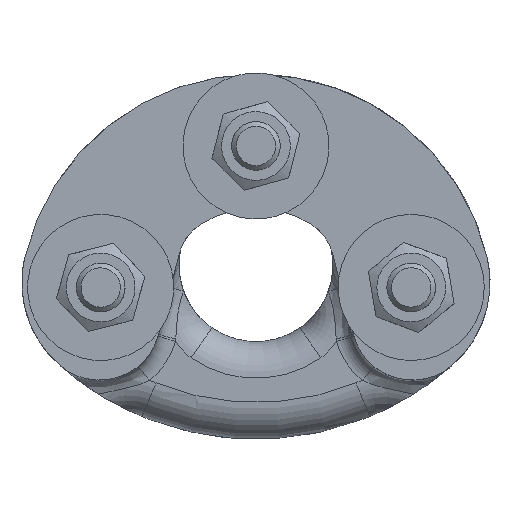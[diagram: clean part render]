
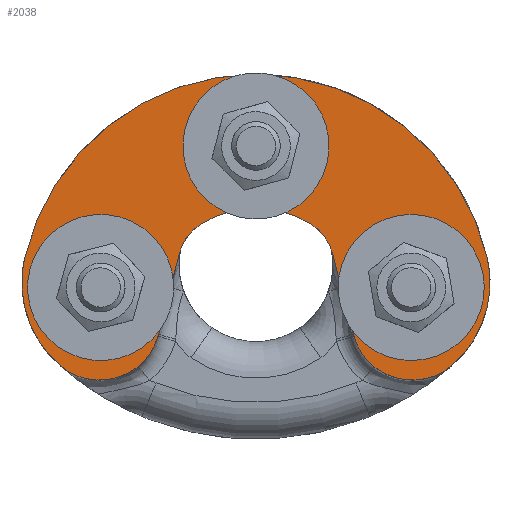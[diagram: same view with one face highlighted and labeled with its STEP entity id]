
A CAD part, front view. The second image highlights one B-rep face of the part: STEP entity #2038.
In plain terms, the highlighted planar face has unit normal (0, -1, 0).
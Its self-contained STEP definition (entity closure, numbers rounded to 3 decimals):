
#178=LINE('',#4126,#248);
#179=LINE('',#4130,#249);
#248=VECTOR('',#2785,10.);
#249=VECTOR('',#2790,10.);
#393=FACE_BOUND('',#694,.T.);
#394=FACE_BOUND('',#695,.T.);
#395=FACE_BOUND('',#696,.T.);
#513=FACE_OUTER_BOUND('',#693,.T.);
#693=EDGE_LOOP('',(#1749,#1750,#1751,#1752,#1753,#1754,#1755,#1756,#1757,
#1758));
#694=EDGE_LOOP('',(#1759));
#695=EDGE_LOOP('',(#1760));
#696=EDGE_LOOP('',(#1761));
#774=CIRCLE('',#2221,8.);
#775=CIRCLE('',#2223,17.);
#776=CIRCLE('',#2225,8.);
#787=CIRCLE('',#2251,18.);
#794=CIRCLE('',#2265,39.);
#795=CIRCLE('',#2267,18.);
#797=CIRCLE('',#2273,10.036);
#798=CIRCLE('',#2274,10.036);
#799=CIRCLE('',#2275,4.1);
#800=CIRCLE('',#2276,4.1);
#801=CIRCLE('',#2277,4.1);
#955=VERTEX_POINT('',#3588);
#956=VERTEX_POINT('',#3590);
#959=VERTEX_POINT('',#3603);
#962=VERTEX_POINT('',#3616);
#983=VERTEX_POINT('',#3995);
#984=VERTEX_POINT('',#3997);
#995=VERTEX_POINT('',#4105);
#996=VERTEX_POINT('',#4109);
#998=VERTEX_POINT('',#4125);
#999=VERTEX_POINT('',#4128);
#1000=VERTEX_POINT('',#4131);
#1001=VERTEX_POINT('',#4133);
#1002=VERTEX_POINT('',#4135);
#1197=EDGE_CURVE('',#955,#956,#774,.T.);
#1202=EDGE_CURVE('',#959,#955,#775,.T.);
#1206=EDGE_CURVE('',#962,#959,#776,.T.);
#1237=EDGE_CURVE('',#983,#984,#787,.T.);
#1255=EDGE_CURVE('',#984,#995,#794,.T.);
#1257=EDGE_CURVE('',#995,#996,#795,.T.);
#1262=EDGE_CURVE('',#998,#962,#178,.T.);
#1263=EDGE_CURVE('',#996,#998,#797,.T.);
#1264=EDGE_CURVE('',#999,#983,#798,.T.);
#1265=EDGE_CURVE('',#956,#999,#179,.T.);
#1266=EDGE_CURVE('',#1000,#1000,#799,.T.);
#1267=EDGE_CURVE('',#1001,#1001,#800,.T.);
#1268=EDGE_CURVE('',#1002,#1002,#801,.T.);
#1749=ORIENTED_EDGE('',*,*,#1197,.F.);
#1750=ORIENTED_EDGE('',*,*,#1202,.F.);
#1751=ORIENTED_EDGE('',*,*,#1206,.F.);
#1752=ORIENTED_EDGE('',*,*,#1262,.F.);
#1753=ORIENTED_EDGE('',*,*,#1263,.F.);
#1754=ORIENTED_EDGE('',*,*,#1257,.F.);
#1755=ORIENTED_EDGE('',*,*,#1255,.F.);
#1756=ORIENTED_EDGE('',*,*,#1237,.F.);
#1757=ORIENTED_EDGE('',*,*,#1264,.F.);
#1758=ORIENTED_EDGE('',*,*,#1265,.F.);
#1759=ORIENTED_EDGE('',*,*,#1266,.T.);
#1760=ORIENTED_EDGE('',*,*,#1267,.T.);
#1761=ORIENTED_EDGE('',*,*,#1268,.T.);
#1920=PLANE('',#2272);
#2038=ADVANCED_FACE('',(#513,#393,#394,#395),#1920,.F.);
#2221=AXIS2_PLACEMENT_3D('',#3591,#2670,#2671);
#2223=AXIS2_PLACEMENT_3D('',#3605,#2677,#2678);
#2225=AXIS2_PLACEMENT_3D('',#3618,#2683,#2684);
#2251=AXIS2_PLACEMENT_3D('',#3998,#2737,#2738);
#2265=AXIS2_PLACEMENT_3D('',#4106,#2767,#2768);
#2267=AXIS2_PLACEMENT_3D('',#4110,#2772,#2773);
#2272=AXIS2_PLACEMENT_3D('',#4124,#2783,#2784);
#2273=AXIS2_PLACEMENT_3D('',#4127,#2786,#2787);
#2274=AXIS2_PLACEMENT_3D('',#4129,#2788,#2789);
#2275=AXIS2_PLACEMENT_3D('',#4132,#2791,#2792);
#2276=AXIS2_PLACEMENT_3D('',#4134,#2793,#2794);
#2277=AXIS2_PLACEMENT_3D('',#4136,#2795,#2796);
#2670=DIRECTION('center_axis',(0.,-1.,0.));
#2671=DIRECTION('ref_axis',(0.537,0.,-0.844));
#2677=DIRECTION('center_axis',(0.,-1.,0.));
#2678=DIRECTION('ref_axis',(-0.537,0.,-0.844));
#2683=DIRECTION('center_axis',(0.,-1.,0.));
#2684=DIRECTION('ref_axis',(-0.969,0.,-0.249));
#2737=DIRECTION('center_axis',(0.,1.,0.));
#2738=DIRECTION('ref_axis',(-0.973,0.,0.229));
#2767=DIRECTION('center_axis',(0.,1.,0.));
#2768=DIRECTION('ref_axis',(0.973,0.,0.229));
#2772=DIRECTION('center_axis',(0.,1.,0.));
#2773=DIRECTION('ref_axis',(0.66,0.,-0.751));
#2783=DIRECTION('center_axis',(0.,1.,0.));
#2784=DIRECTION('ref_axis',(0.,0.,-1.));
#2785=DIRECTION('',(-0.249,0.,0.969));
#2786=DIRECTION('center_axis',(0.,1.,0.));
#2787=DIRECTION('ref_axis',(-0.969,0.,-0.249));
#2788=DIRECTION('center_axis',(0.,1.,0.));
#2789=DIRECTION('ref_axis',(-0.66,0.,-0.751));
#2790=DIRECTION('',(-0.249,0.,-0.969));
#2791=DIRECTION('center_axis',(0.,1.,0.));
#2792=DIRECTION('ref_axis',(0.,0.,
-1.));
#2793=DIRECTION('center_axis',(0.,1.,0.));
#2794=DIRECTION('ref_axis',(0.,0.,
-1.));
#2795=DIRECTION('center_axis',(0.,1.,0.));
#2796=DIRECTION('ref_axis',(0.,0.,
-1.));
#3588=CARTESIAN_POINT('',(-9.123,0.,137.205));
#3590=CARTESIAN_POINT('',(-12.579,0.,132.444));
#3591=CARTESIAN_POINT('Origin',(-4.83,0.,
130.455));
#3603=CARTESIAN_POINT('',(9.123,0.,137.205));
#3605=CARTESIAN_POINT('Origin',(0.,0.,
122.861));
#3616=CARTESIAN_POINT('',(12.579,0.,132.444));
#3618=CARTESIAN_POINT('Origin',(4.83,0.,
130.455));
#3995=CARTESIAN_POINT('',(-32.33,0.,114.152));
#3997=CARTESIAN_POINT('',(-37.964,0.,131.789));
#3998=CARTESIAN_POINT('Origin',(-20.442,0.,
127.668));
#4105=CARTESIAN_POINT('',(37.964,0.,131.789));
#4106=CARTESIAN_POINT('Origin',(0.,0.,
122.861));
#4109=CARTESIAN_POINT('',(32.33,0.,114.152));
#4110=CARTESIAN_POINT('Origin',(20.442,0.,
127.668));
#4124=CARTESIAN_POINT('Origin',(0.,0.,
134.863));
#4125=CARTESIAN_POINT('',(15.981,0.,119.192));
#4126=CARTESIAN_POINT('',(12.579,0.,132.444));
#4127=CARTESIAN_POINT('Origin',(25.702,0.,
121.688));
#4128=CARTESIAN_POINT('',(-15.981,0.,119.192));
#4129=CARTESIAN_POINT('Origin',(-25.702,0.,
121.688));
#4130=CARTESIAN_POINT('',(-15.981,0.,119.192));
#4131=CARTESIAN_POINT('',(-25.5,0.,130.961));
#4132=CARTESIAN_POINT('Origin',(-25.5,0.,126.861));
#4133=CARTESIAN_POINT('',(25.5,0.,130.961));
#4134=CARTESIAN_POINT('Origin',(25.5,0.,126.861));
#4135=CARTESIAN_POINT('',(0.,0.,154.2));
#4136=CARTESIAN_POINT('Origin',(0.,0.,
150.1));
